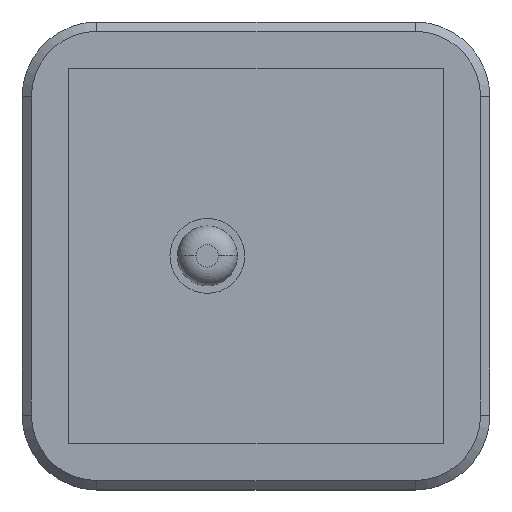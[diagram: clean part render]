
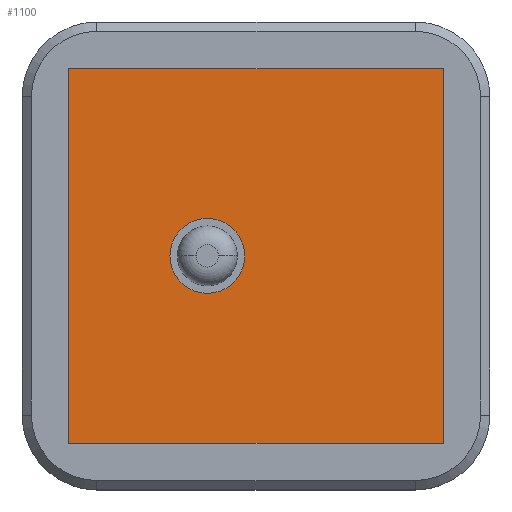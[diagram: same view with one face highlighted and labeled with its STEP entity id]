
A CAD part, top view. The second image highlights one B-rep face of the part: STEP entity #1100.
In plain terms, the highlighted planar face has unit normal (0, 0, 1).
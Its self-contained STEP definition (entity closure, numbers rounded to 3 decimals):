
#103 = AXIS2_PLACEMENT_3D ( 'NONE', #388, #1150, #508 ) ;
#131 = VERTEX_POINT ( 'NONE', #431 ) ;
#200 = CARTESIAN_POINT ( 'NONE',  ( -10., 10., 4.05 ) ) ;
#204 = ORIENTED_EDGE ( 'NONE', *, *, #401, .T. ) ;
#255 = CARTESIAN_POINT ( 'NONE',  ( -4.6, 0., 4.05 ) ) ;
#260 = VECTOR ( 'NONE', #1267, 1000. ) ;
#283 = CARTESIAN_POINT ( 'NONE',  ( -10., -10., 4.05 ) ) ;
#295 = LINE ( 'NONE', #698, #260 ) ;
#373 = CARTESIAN_POINT ( 'NONE',  ( 10., 10., 4.05 ) ) ;
#388 = CARTESIAN_POINT ( 'NONE',  ( -2.6, 0., 4.05 ) ) ;
#401 = EDGE_CURVE ( 'NONE', #439, #404, #295, .T. ) ;
#403 = CARTESIAN_POINT ( 'NONE',  ( 10., -10., 4.05 ) ) ;
#404 = VERTEX_POINT ( 'NONE', #632 ) ;
#407 = DIRECTION ( 'NONE',  ( 1., 0., 0. ) ) ;
#431 = CARTESIAN_POINT ( 'NONE',  ( -0.6, 0., 4.05 ) ) ;
#439 = VERTEX_POINT ( 'NONE', #283 ) ;
#440 = EDGE_CURVE ( 'NONE', #131, #497, #1137, .T. ) ;
#444 = EDGE_LOOP ( 'NONE', ( #581, #1071 ) ) ;
#492 = FACE_BOUND ( 'NONE', #444, .T. ) ;
#497 = VERTEX_POINT ( 'NONE', #255 ) ;
#508 = DIRECTION ( 'NONE',  ( 1., 0., 0. ) ) ;
#519 = DIRECTION ( 'NONE',  ( -1., 0., 0. ) ) ;
#522 = CARTESIAN_POINT ( 'NONE',  ( -2.6, 0., 4.05 ) ) ;
#528 = CARTESIAN_POINT ( 'NONE',  ( -10., 10., 4.05 ) ) ;
#539 = EDGE_CURVE ( 'NONE', #404, #942, #915, .T. ) ;
#575 = EDGE_LOOP ( 'NONE', ( #752, #1031, #1358, #204 ) ) ;
#577 = VECTOR ( 'NONE', #881, 1000. ) ;
#581 = ORIENTED_EDGE ( 'NONE', *, *, #1053, .F. ) ;
#632 = CARTESIAN_POINT ( 'NONE',  ( 10., -10., 4.05 ) ) ;
#698 = CARTESIAN_POINT ( 'NONE',  ( 10., -10., 4.05 ) ) ;
#746 = CARTESIAN_POINT ( 'NONE',  ( 10., 10., 4.05 ) ) ;
#752 = ORIENTED_EDGE ( 'NONE', *, *, #539, .T. ) ;
#815 = EDGE_CURVE ( 'NONE', #942, #960, #862, .T. ) ;
#862 = LINE ( 'NONE', #1101, #577 ) ;
#881 = DIRECTION ( 'NONE',  ( -1., 0., 0. ) ) ;
#915 = LINE ( 'NONE', #373, #1203 ) ;
#938 = AXIS2_PLACEMENT_3D ( 'NONE', #522, #1161, #407 ) ;
#942 = VERTEX_POINT ( 'NONE', #746 ) ;
#960 = VERTEX_POINT ( 'NONE', #528 ) ;
#1013 = VECTOR ( 'NONE', #1376, 1000. ) ;
#1031 = ORIENTED_EDGE ( 'NONE', *, *, #815, .T. ) ;
#1053 = EDGE_CURVE ( 'NONE', #497, #131, #1194, .T. ) ;
#1069 = FACE_OUTER_BOUND ( 'NONE', #575, .T. ) ;
#1071 = ORIENTED_EDGE ( 'NONE', *, *, #440, .F. ) ;
#1100 = ADVANCED_FACE ( 'NONE', ( #1069, #492 ), #1259, .F. ) ;
#1101 = CARTESIAN_POINT ( 'NONE',  ( 10., 10., 4.05 ) ) ;
#1137 = CIRCLE ( 'NONE', #938, 2. ) ;
#1150 = DIRECTION ( 'NONE',  ( 0., 0., 1. ) ) ;
#1155 = DIRECTION ( 'NONE',  ( 0., 0., -1. ) ) ;
#1161 = DIRECTION ( 'NONE',  ( 0., 0., 1. ) ) ;
#1187 = EDGE_CURVE ( 'NONE', #960, #439, #1291, .T. ) ;
#1194 = CIRCLE ( 'NONE', #103, 2. ) ;
#1203 = VECTOR ( 'NONE', #1245, 1000. ) ;
#1245 = DIRECTION ( 'NONE',  ( 0., 1., 0. ) ) ;
#1259 = PLANE ( 'NONE',  #1304 ) ;
#1267 = DIRECTION ( 'NONE',  ( 1., 0., 0. ) ) ;
#1291 = LINE ( 'NONE', #200, #1013 ) ;
#1304 = AXIS2_PLACEMENT_3D ( 'NONE', #403, #1155, #519 ) ;
#1358 = ORIENTED_EDGE ( 'NONE', *, *, #1187, .T. ) ;
#1376 = DIRECTION ( 'NONE',  ( 0., -1., 0. ) ) ;
